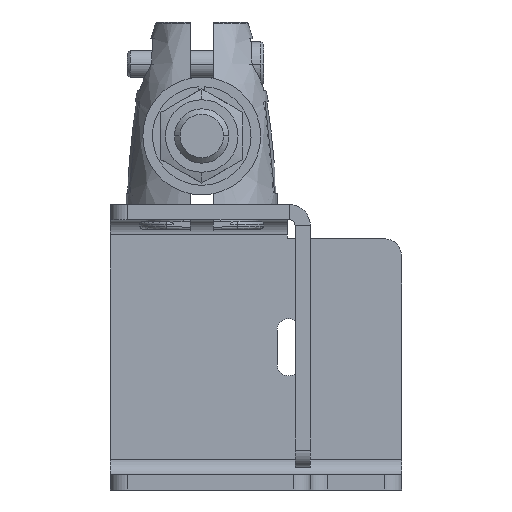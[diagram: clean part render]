
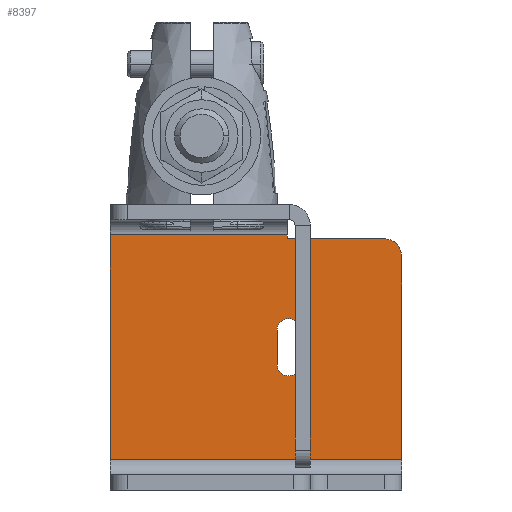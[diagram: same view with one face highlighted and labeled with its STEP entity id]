
A CAD part, front view. The second image highlights one B-rep face of the part: STEP entity #8397.
In plain terms, the highlighted planar face has unit normal (0, -1, 0).
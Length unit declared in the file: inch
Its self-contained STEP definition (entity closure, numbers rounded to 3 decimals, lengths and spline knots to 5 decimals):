
#781=DIRECTION('',(-1.,0.,0.));
#782=VECTOR('',#781,2.00787);
#783=CARTESIAN_POINT('',(1.14173,3.43858,-3.0189));
#784=LINE('',#783,#782);
#944=CARTESIAN_POINT('',(1.02362,3.43858,-1.61417));
#945=DIRECTION('',(0.,-1.,0.));
#946=DIRECTION('',(1.,0.,0.));
#947=AXIS2_PLACEMENT_3D('',#944,#945,#946);
#949=DIRECTION('',(0.,0.,-1.));
#950=VECTOR('',#949,1.40472);
#951=CARTESIAN_POINT('',(1.14173,3.43858,-1.61417));
#952=LINE('',#951,#950);
#953=DIRECTION('',(0.,0.,1.));
#954=VECTOR('',#953,1.54961);
#955=CARTESIAN_POINT('',(-0.86614,3.43858,
-3.0189));
#956=LINE('',#955,#954);
#957=DIRECTION('',(0.,0.,-1.));
#958=VECTOR('',#957,0.02677);
#959=CARTESIAN_POINT('',(0.35433,3.43858,-1.46929));
#960=LINE('',#959,#958);
#961=DIRECTION('',(1.,0.,0.));
#962=VECTOR('',#961,0.66929);
#963=CARTESIAN_POINT('',(0.35433,3.43858,-1.49606));
#964=LINE('',#963,#962);
#965=DIRECTION('',(0.,0.,-1.));
#966=VECTOR('',#965,0.23622);
#967=CARTESIAN_POINT('',(0.28346,3.43858,-2.12598));
#968=LINE('',#967,#966);
#969=CARTESIAN_POINT('',(0.3622,3.43858,-2.3622));
#970=DIRECTION('',(0.,1.,0.));
#971=DIRECTION('',(1.,0.,0.));
#972=AXIS2_PLACEMENT_3D('',#969,#970,#971);
#974=DIRECTION('',(0.,0.,1.));
#975=VECTOR('',#974,0.23622);
#976=CARTESIAN_POINT('',(0.44094,3.43858,-2.3622));
#977=LINE('',#976,#975);
#978=CARTESIAN_POINT('',(0.3622,3.43858,-2.12598));
#979=DIRECTION('',(0.,1.,0.));
#980=DIRECTION('',(-1.,0.,0.));
#981=AXIS2_PLACEMENT_3D('',#978,#979,#980);
#995=DIRECTION('',(1.,0.,0.));
#996=VECTOR('',#995,1.22047);
#997=CARTESIAN_POINT('',(-0.86614,3.43858,
-1.46929));
#998=LINE('',#997,#996);
#6503=CARTESIAN_POINT('',(0.35433,3.43858,
-1.46929));
#6504=CARTESIAN_POINT('',(0.35433,3.43858,
-1.49606));
#6505=VERTEX_POINT('',#6503);
#6506=VERTEX_POINT('',#6504);
#6511=CARTESIAN_POINT('',(-0.86614,3.43858,
-1.46929));
#6512=VERTEX_POINT('',#6511);
#6527=CARTESIAN_POINT('',(-0.86614,3.43858,
-3.0189));
#6528=VERTEX_POINT('',#6527);
#6539=CARTESIAN_POINT('',(0.28346,3.43858,
-2.12598));
#6540=CARTESIAN_POINT('',(0.28346,3.43858,
-2.3622));
#6541=VERTEX_POINT('',#6539);
#6542=VERTEX_POINT('',#6540);
#6543=CARTESIAN_POINT('',(0.44094,3.43858,
-2.3622));
#6544=VERTEX_POINT('',#6543);
#6545=CARTESIAN_POINT('',(0.44094,3.43858,
-2.12598));
#6546=VERTEX_POINT('',#6545);
#6581=CARTESIAN_POINT('',(1.14173,3.43858,-3.0189));
#6582=VERTEX_POINT('',#6581);
#6595=CARTESIAN_POINT('',(1.14173,3.43858,-1.61417));
#6596=CARTESIAN_POINT('',(1.02362,3.43858,-1.49606));
#6597=VERTEX_POINT('',#6595);
#6598=VERTEX_POINT('',#6596);
#8368=CARTESIAN_POINT('',(-0.57616,3.43858,
-1.36457));
#8369=DIRECTION('',(0.,1.,0.));
#8370=DIRECTION('',(1.,0.,0.));
#8371=AXIS2_PLACEMENT_3D('',#8368,#8369,#8370);
#8372=PLANE('',#8371);
#8373=ORIENTED_EDGE('',*,*,#8358,.F.);
#8375=ORIENTED_EDGE('',*,*,#8374,.T.);
#8376=ORIENTED_EDGE('',*,*,#8160,.T.);
#8378=ORIENTED_EDGE('',*,*,#8377,.T.);
#8380=ORIENTED_EDGE('',*,*,#8379,.T.);
#8382=ORIENTED_EDGE('',*,*,#8381,.T.);
#8384=ORIENTED_EDGE('',*,*,#8383,.T.);
#8385=EDGE_LOOP('',(#8373,#8375,#8376,#8378,#8380,#8382,#8384));
#8386=FACE_OUTER_BOUND('',#8385,.F.);
#8388=ORIENTED_EDGE('',*,*,#8387,.T.);
#8390=ORIENTED_EDGE('',*,*,#8389,.F.);
#8392=ORIENTED_EDGE('',*,*,#8391,.T.);
#8394=ORIENTED_EDGE('',*,*,#8393,.F.);
#8395=EDGE_LOOP('',(#8388,#8390,#8392,#8394));
#8396=FACE_BOUND('',#8395,.F.);
#8397=ADVANCED_FACE('',(#8386,#8396),#8372,.F.);
#948=CIRCLE('',#947,0.11811);
#973=CIRCLE('',#972,0.07874);
#982=CIRCLE('',#981,0.07874);
#8160=EDGE_CURVE('',#6582,#6528,#784,.T.);
#8358=EDGE_CURVE('',#6597,#6598,#948,.T.);
#8374=EDGE_CURVE('',#6597,#6582,#952,.T.);
#8377=EDGE_CURVE('',#6528,#6512,#956,.T.);
#8379=EDGE_CURVE('',#6512,#6505,#998,.T.);
#8381=EDGE_CURVE('',#6505,#6506,#960,.T.);
#8383=EDGE_CURVE('',#6506,#6598,#964,.T.);
#8387=EDGE_CURVE('',#6541,#6542,#968,.T.);
#8389=EDGE_CURVE('',#6544,#6542,#973,.T.);
#8391=EDGE_CURVE('',#6544,#6546,#977,.T.);
#8393=EDGE_CURVE('',#6541,#6546,#982,.T.);
